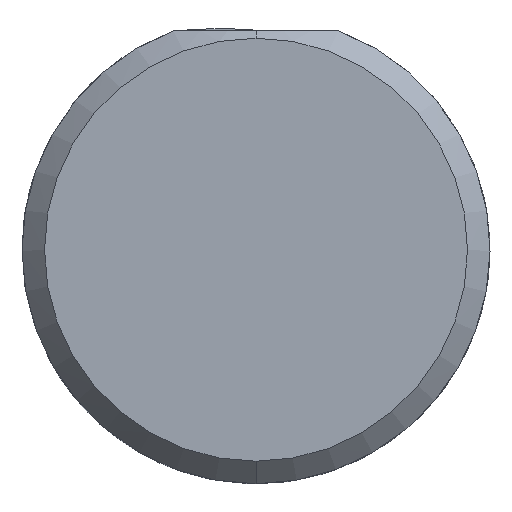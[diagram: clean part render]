
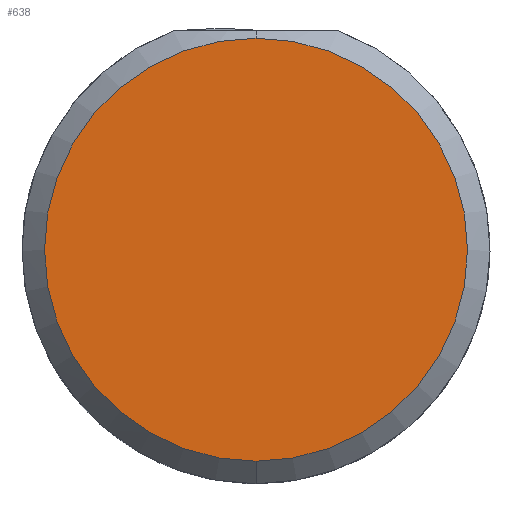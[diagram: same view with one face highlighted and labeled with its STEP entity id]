
A CAD part, left-side view. The second image highlights one B-rep face of the part: STEP entity #638.
In plain terms, the highlighted planar face has unit normal (-1, 0, 0).
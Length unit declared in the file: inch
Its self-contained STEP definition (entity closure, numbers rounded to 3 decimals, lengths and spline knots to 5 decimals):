
#5 = EDGE_LOOP ( 'NONE', ( #418, #500 ) ) ;
#31 = DIRECTION ( 'NONE',  ( -1., 0., 0. ) ) ;
#39 = DIRECTION ( 'NONE',  ( 1., 0., 0. ) ) ;
#70 = DIRECTION ( 'NONE',  ( -1., 0., 0. ) ) ;
#88 = DIRECTION ( 'NONE',  ( 0., 0., 1. ) ) ;
#121 = AXIS2_PLACEMENT_3D ( 'NONE', #649, #70, #88 ) ;
#122 = CARTESIAN_POINT ( 'NONE',  ( 0., 0., 0. ) ) ;
#136 = AXIS2_PLACEMENT_3D ( 'NONE', #700, #39, #208 ) ;
#205 = VERTEX_POINT ( 'NONE', #567 ) ;
#208 = DIRECTION ( 'NONE',  ( 0., 0., -1. ) ) ;
#227 = CIRCLE ( 'NONE', #121, 0.1411 ) ;
#260 = FACE_OUTER_BOUND ( 'NONE', #5, .T. ) ;
#329 = DIRECTION ( 'NONE',  ( 0., 0., 1. ) ) ;
#336 = EDGE_CURVE ( 'NONE', #205, #555, #227, .T. ) ;
#418 = ORIENTED_EDGE ( 'NONE', *, *, #336, .T. ) ;
#436 = AXIS2_PLACEMENT_3D ( 'NONE', #122, #31, #329 ) ;
#498 = EDGE_CURVE ( 'NONE', #555, #205, #525, .T. ) ;
#500 = ORIENTED_EDGE ( 'NONE', *, *, #498, .T. ) ;
#525 = CIRCLE ( 'NONE', #436, 0.1411 ) ;
#526 = PLANE ( 'NONE',  #136 ) ;
#555 = VERTEX_POINT ( 'NONE', #583 ) ;
#567 = CARTESIAN_POINT ( 'NONE',  ( 0., 0., -0.1411 ) ) ;
#583 = CARTESIAN_POINT ( 'NONE',  ( 0., 0., 0.1411 ) ) ;
#638 = ADVANCED_FACE ( 'NONE', ( #260 ), #526, .F. ) ;
#649 = CARTESIAN_POINT ( 'NONE',  ( 0., 0., 0. ) ) ;
#700 = CARTESIAN_POINT ( 'NONE',  ( 0., 0., 0. ) ) ;
